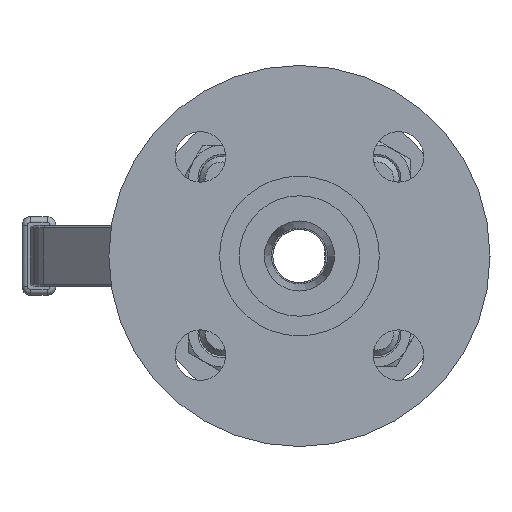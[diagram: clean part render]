
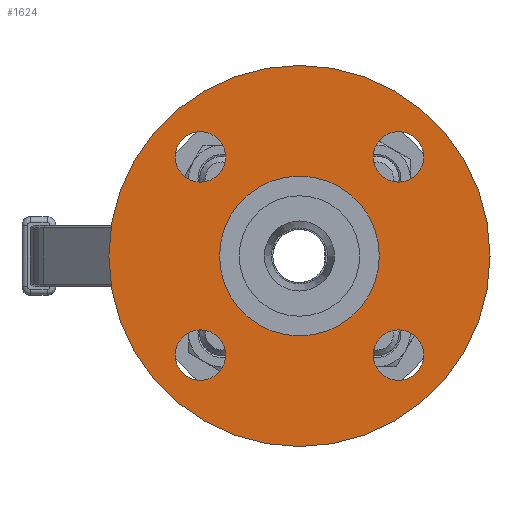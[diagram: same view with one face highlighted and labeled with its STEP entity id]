
A CAD part, left-side view. The second image highlights one B-rep face of the part: STEP entity #1624.
In plain terms, the highlighted planar face has unit normal (-1, 0, 0).
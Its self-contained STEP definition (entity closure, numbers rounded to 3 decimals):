
#1624=ADVANCED_FACE('',(#6155,#6157,#6159,#6161,#6163,#6165),#6167,.F.);
#6155=FACE_BOUND('',#6156,.T.);
#6156=EDGE_LOOP('',(#9911));
#6157=FACE_BOUND('',#6158,.T.);
#6158=EDGE_LOOP('',(#9912));
#6159=FACE_BOUND('',#6160,.T.);
#6160=EDGE_LOOP('',(#9913));
#6161=FACE_BOUND('',#6162,.T.);
#6162=EDGE_LOOP('',(#9914));
#6163=FACE_BOUND('',#6164,.T.);
#6164=EDGE_LOOP('',(#9915));
#6165=FACE_BOUND('',#6166,.T.);
#6166=EDGE_LOOP('',(#9916));
#6167=PLANE('',#6168);
#6168=AXIS2_PLACEMENT_3D('',#6169,#6170,#6171);
#6169=CARTESIAN_POINT('',(-108.,0.,0.));
#6170=DIRECTION('',(1.,0.,0.));
#6171=DIRECTION('',(0.,1.,0.));
#9911=ORIENTED_EDGE('',*,*,#11693,.F.);
#9912=ORIENTED_EDGE('',*,*,#11694,.T.);
#9913=ORIENTED_EDGE('',*,*,#11695,.T.);
#9914=ORIENTED_EDGE('',*,*,#11696,.T.);
#9915=ORIENTED_EDGE('',*,*,#11697,.T.);
#9916=ORIENTED_EDGE('',*,*,#11769,.F.);
#11693=EDGE_CURVE('',#13044,#13044,#13045,.F.);
#11694=EDGE_CURVE('',#13046,#13046,#13047,.F.);
#11695=EDGE_CURVE('',#13048,#13048,#13049,.F.);
#11696=EDGE_CURVE('',#13050,#13050,#13051,.F.);
#11697=EDGE_CURVE('',#13052,#13052,#13053,.F.);
#11769=EDGE_CURVE('',#13180,#13180,#13181,.T.);
#13044=VERTEX_POINT('',#18201);
#13045=CIRCLE('',#18202,68.);
#13046=VERTEX_POINT('',#18206);
#13047=CIRCLE('',#18207,9.);
#13048=VERTEX_POINT('',#18211);
#13049=CIRCLE('',#18212,9.);
#13050=VERTEX_POINT('',#18216);
#13051=CIRCLE('',#18217,9.);
#13052=VERTEX_POINT('',#18221);
#13053=CIRCLE('',#18222,9.);
#13180=VERTEX_POINT('',#18800);
#13181=CIRCLE('',#18801,28.5);
#18201=CARTESIAN_POINT('',(-108.,68.,0.));
#18202=AXIS2_PLACEMENT_3D('',#18203,#18204,#18205);
#18203=CARTESIAN_POINT('',(-108.,0.,0.));
#18204=DIRECTION('',(-1.,0.,0.));
#18205=DIRECTION('',(0.,1.,0.));
#18206=CARTESIAN_POINT('',(-108.,35.355,44.355));
#18207=AXIS2_PLACEMENT_3D('',#18208,#18209,#18210);
#18208=CARTESIAN_POINT('',(-108.,35.355,35.355));
#18209=DIRECTION('',(-1.,0.,0.));
#18210=DIRECTION('',(0.,0.,1.));
#18211=CARTESIAN_POINT('',(-108.,35.355,-26.355));
#18212=AXIS2_PLACEMENT_3D('',#18213,#18214,#18215);
#18213=CARTESIAN_POINT('',(-108.,35.355,-35.355));
#18214=DIRECTION('',(-1.,0.,0.));
#18215=DIRECTION('',(0.,0.,1.));
#18216=CARTESIAN_POINT('',(-108.,-35.355,-26.355));
#18217=AXIS2_PLACEMENT_3D('',#18218,#18219,#18220);
#18218=CARTESIAN_POINT('',(-108.,-35.355,-35.355));
#18219=DIRECTION('',(-1.,0.,0.));
#18220=DIRECTION('',(0.,0.,1.));
#18221=CARTESIAN_POINT('',(-108.,-35.355,44.355));
#18222=AXIS2_PLACEMENT_3D('',#18223,#18224,#18225);
#18223=CARTESIAN_POINT('',(-108.,-35.355,35.355));
#18224=DIRECTION('',(-1.,0.,0.));
#18225=DIRECTION('',(0.,0.,1.));
#18800=CARTESIAN_POINT('',(-108.,28.5,0.));
#18801=AXIS2_PLACEMENT_3D('',#18802,#18803,#18804);
#18802=CARTESIAN_POINT('',(-108.,0.,0.));
#18803=DIRECTION('',(-1.,0.,0.));
#18804=DIRECTION('',(0.,1.,0.));
